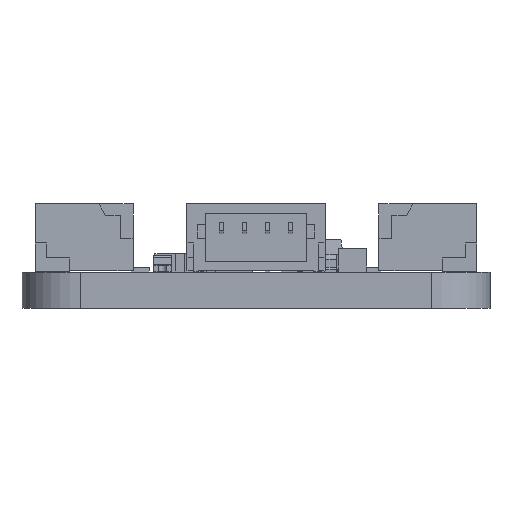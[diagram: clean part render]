
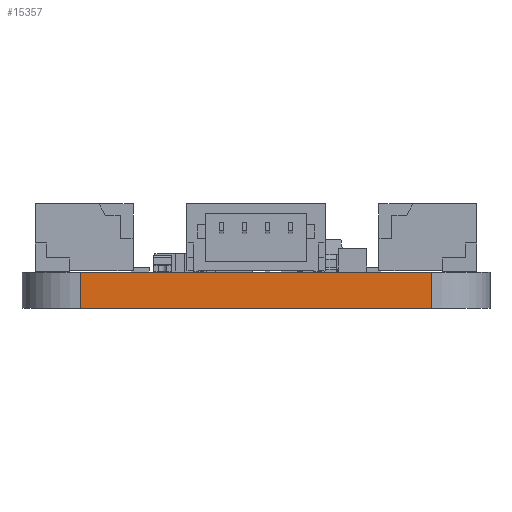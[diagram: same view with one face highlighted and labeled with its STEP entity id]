
A CAD part, left-side view. The second image highlights one B-rep face of the part: STEP entity #15357.
In plain terms, the highlighted planar face has unit normal (-1, 0, 0).
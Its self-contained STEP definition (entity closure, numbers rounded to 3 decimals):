
#235=PLANE('',#16393);
#924=FACE_OUTER_BOUND('',#1731,.T.);
#1731=EDGE_LOOP('',(#10534,#10535,#10536,#10537));
#2649=LINE('',#21935,#4523);
#2650=LINE('',#21938,#4524);
#2651=LINE('',#21940,#4525);
#2652=LINE('',#21941,#4526);
#4523=VECTOR('',#17774,10.);
#4524=VECTOR('',#17777,10.);
#4525=VECTOR('',#17778,10.);
#4526=VECTOR('',#17779,10.);
#6772=VERTEX_POINT('',#21931);
#6773=VERTEX_POINT('',#21933);
#6774=VERTEX_POINT('',#21937);
#6775=VERTEX_POINT('',#21939);
#8271=EDGE_CURVE('',#6772,#6773,#2649,.T.);
#8272=EDGE_CURVE('',#6774,#6772,#2650,.T.);
#8273=EDGE_CURVE('',#6775,#6773,#2651,.T.);
#8274=EDGE_CURVE('',#6774,#6775,#2652,.T.);
#10534=ORIENTED_EDGE('',*,*,#8272,.T.);
#10535=ORIENTED_EDGE('',*,*,#8271,.T.);
#10536=ORIENTED_EDGE('',*,*,#8273,.F.);
#10537=ORIENTED_EDGE('',*,*,#8274,.F.);
#15357=ADVANCED_FACE('',(#924),#235,.T.);
#16393=AXIS2_PLACEMENT_3D('',#21936,#17775,#17776);
#17774=DIRECTION('',(0.,0.,1.));
#17775=DIRECTION('center_axis',(-1.,0.,0.));
#17776=DIRECTION('ref_axis',(0.,-1.,0.));
#17777=DIRECTION('',(0.,-1.,0.));
#17778=DIRECTION('',(0.,-1.,0.));
#17779=DIRECTION('',(0.,0.,1.));
#21931=CARTESIAN_POINT('',(0.,2.54,0.));
#21933=CARTESIAN_POINT('',(0.,2.54,1.57));
#21935=CARTESIAN_POINT('',(0.,2.54,0.));
#21936=CARTESIAN_POINT('Origin',(0.,17.78,0.));
#21937=CARTESIAN_POINT('',(0.,17.78,0.));
#21938=CARTESIAN_POINT('',(0.,17.78,0.));
#21939=CARTESIAN_POINT('',(0.,17.78,1.57));
#21940=CARTESIAN_POINT('',(0.,17.78,1.57));
#21941=CARTESIAN_POINT('',(0.,17.78,0.));
